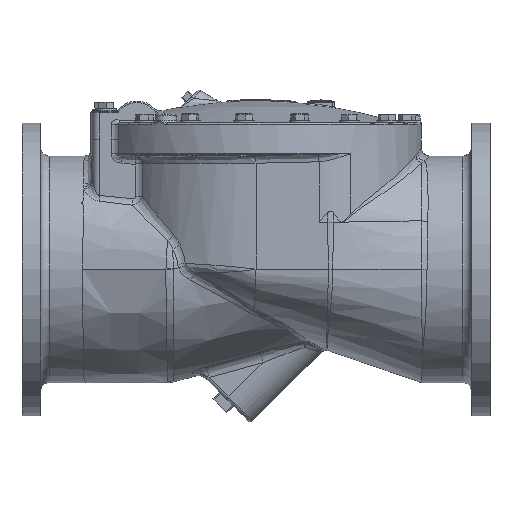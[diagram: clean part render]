
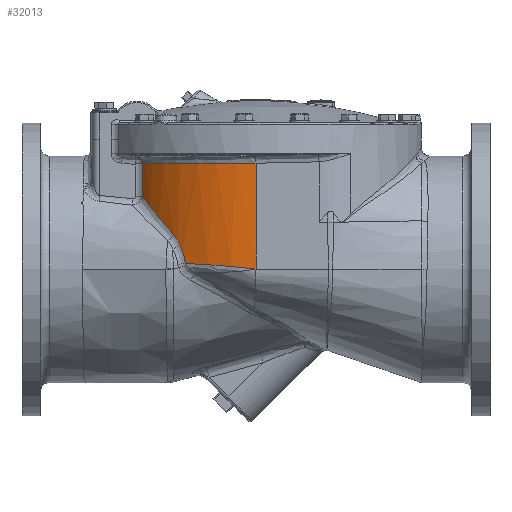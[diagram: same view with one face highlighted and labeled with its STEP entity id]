
A CAD part, top view. The second image highlights one B-rep face of the part: STEP entity #32013.
In plain terms, the highlighted cylindrical face has radius 315.925 mm (diameter 631.85 mm), a partial arc.
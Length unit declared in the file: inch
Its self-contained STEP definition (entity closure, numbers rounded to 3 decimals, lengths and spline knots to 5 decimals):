
#3588=CARTESIAN_POINT('',(-9.70374,8.99684,7.78082));
#8951=CARTESIAN_POINT('',(-9.70374,6.21727,7.78082));
#8982=CARTESIAN_POINT('',(0.,9.05162,12.438));
#8983=CARTESIAN_POINT('',(-0.12771,9.05094,
12.438));
#8984=CARTESIAN_POINT('',(-0.38347,9.05013,
12.43407));
#8985=CARTESIAN_POINT('',(-0.76811,9.04985,
12.41625));
#8986=CARTESIAN_POINT('',(-1.15244,9.04982,12.3865));
#8987=CARTESIAN_POINT('',(-1.53567,9.04958,12.34484));
#8988=CARTESIAN_POINT('',(-1.91744,9.04939,12.29133));
#8989=CARTESIAN_POINT('',(-2.29737,9.04922,12.22602));
#8990=CARTESIAN_POINT('',(-2.6751,9.04903,12.14896));
#8991=CARTESIAN_POINT('',(-3.05025,9.04884,12.06024));
#8992=CARTESIAN_POINT('',(-3.42248,9.04866,11.95993));
#8993=CARTESIAN_POINT('',(-3.79142,9.04848,11.84814));
#8994=CARTESIAN_POINT('',(-4.15672,9.04829,11.72498));
#8995=CARTESIAN_POINT('',(-4.51802,9.04811,11.59055));
#8996=CARTESIAN_POINT('',(-4.87499,9.04792,11.44499));
#8997=CARTESIAN_POINT('',(-5.22728,9.04774,11.28844));
#8998=CARTESIAN_POINT('',(-5.57454,9.04755,11.12106));
#8999=CARTESIAN_POINT('',(-5.91646,9.04737,10.94298));
#9000=CARTESIAN_POINT('',(-6.25269,9.04718,10.7544));
#9001=CARTESIAN_POINT('',(-6.58287,9.047,10.55553));
#9002=CARTESIAN_POINT('',(-6.90693,9.04681,10.34638));
#9003=CARTESIAN_POINT('',(-7.22398,9.04663,10.12756));
#9004=CARTESIAN_POINT('',(-7.53419,9.04645,9.89897));
#9005=CARTESIAN_POINT('',(-7.83871,9.04626,9.65964));
#9006=CARTESIAN_POINT('',(-8.13072,9.04608,9.41489));
#9007=CARTESIAN_POINT('',(-8.38893,9.04591,9.18501));
#9008=CARTESIAN_POINT('',(-8.609,9.04578,8.97861));
#9009=CARTESIAN_POINT('',(-8.79867,9.04561,8.7925));
#9010=CARTESIAN_POINT('',(-8.96399,9.04557,8.62365));
#9011=CARTESIAN_POINT('',(-9.10854,9.04542,8.47062));
#9012=CARTESIAN_POINT('',(-9.23561,9.04511,8.33176));
#9013=CARTESIAN_POINT('',(-9.34916,9.04617,8.20399));
#9014=CARTESIAN_POINT('',(-9.4455,9.04272,8.09276));
#9015=CARTESIAN_POINT('',(-9.53235,9.03332,7.99024));
#9016=CARTESIAN_POINT('',(-9.61719,9.01875,7.88794));
#9017=CARTESIAN_POINT('',(-9.67486,9.00486,7.81684));
#9018=CARTESIAN_POINT('',(-9.70374,8.99684,7.78082));
#9020=CARTESIAN_POINT('',(-6.04542,0.48623,
10.86999));
#9021=CARTESIAN_POINT('',(-5.93674,0.48111,
10.93044));
#9022=CARTESIAN_POINT('',(-5.71763,0.47052,
11.04803));
#9023=CARTESIAN_POINT('',(-5.38405,0.4535,
11.21437));
#9024=CARTESIAN_POINT('',(-5.04588,0.43527,
11.37054));
#9025=CARTESIAN_POINT('',(-4.70344,0.41571,
11.51641));
#9026=CARTESIAN_POINT('',(-4.35705,0.39474,
11.65187));
#9027=CARTESIAN_POINT('',(-4.007,0.37226,
11.77683));
#9028=CARTESIAN_POINT('',(-3.65367,0.34819,
11.89119));
#9029=CARTESIAN_POINT('',(-3.2974,0.32241,
11.99487));
#9030=CARTESIAN_POINT('',(-2.93855,0.29482,
12.08778));
#9031=CARTESIAN_POINT('',(-2.57742,0.26533,
12.1699));
#9032=CARTESIAN_POINT('',(-2.21443,0.23384,
12.24115));
#9033=CARTESIAN_POINT('',(-1.84989,0.20024,
12.30151));
#9034=CARTESIAN_POINT('',(-1.48368,0.16443,
12.35104));
#9035=CARTESIAN_POINT('',(-1.11562,0.12639,
12.38971));
#9036=CARTESIAN_POINT('',(-0.74575,0.08621,
12.41748));
#9037=CARTESIAN_POINT('',(-0.37393,0.04403,
12.43424));
#9038=CARTESIAN_POINT('',(-0.12481,0.01481,
12.438));
#9039=CARTESIAN_POINT('',(0.,0.,12.438));
#9041=CARTESIAN_POINT('',(-6.04542,0.48623,
10.86999));
#9042=CARTESIAN_POINT('',(-6.05064,0.53737,
10.86709));
#9043=CARTESIAN_POINT('',(-6.0629,0.63999,
10.86026));
#9044=CARTESIAN_POINT('',(-6.08682,0.79496,
10.84688));
#9045=CARTESIAN_POINT('',(-6.11643,0.95098,
10.83022));
#9046=CARTESIAN_POINT('',(-6.15186,1.10809,10.81014));
#9047=CARTESIAN_POINT('',(-6.19323,1.2663,10.7865));
#9048=CARTESIAN_POINT('',(-6.24069,1.42557,10.75913));
#9049=CARTESIAN_POINT('',(-6.29434,1.58582,10.72784));
#9050=CARTESIAN_POINT('',(-6.35433,1.74706,10.69243));
#9051=CARTESIAN_POINT('',(-6.42083,1.90923,10.65265));
#9052=CARTESIAN_POINT('',(-6.46956,2.01794,10.62307));
#9053=CARTESIAN_POINT('',(-6.49503,2.07242,10.60747));
#9055=CARTESIAN_POINT('',(-6.49503,2.07242,10.60747));
#9056=CARTESIAN_POINT('',(-6.51479,2.11469,10.59537));
#9057=CARTESIAN_POINT('',(-6.55531,2.19778,10.57041));
#9058=CARTESIAN_POINT('',(-6.61899,2.31823,10.53066));
#9059=CARTESIAN_POINT('',(-6.68526,2.4342,10.48872));
#9060=CARTESIAN_POINT('',(-6.75389,2.54557,10.44467));
#9061=CARTESIAN_POINT('',(-6.82463,2.6522,10.39859));
#9062=CARTESIAN_POINT('',(-6.89722,2.75397,10.35059));
#9063=CARTESIAN_POINT('',(-6.97142,2.85079,10.30077));
#9064=CARTESIAN_POINT('',(-7.02173,2.91193,10.26645));
#9065=CARTESIAN_POINT('',(-7.0471,2.94169,10.24901));
#9067=CARTESIAN_POINT('',(-7.0471,2.94169,10.24901));
#9068=CARTESIAN_POINT('',(-7.15291,3.06578,10.17626));
#9069=CARTESIAN_POINT('',(-7.36568,3.3148,10.02516));
#9070=CARTESIAN_POINT('',(-7.6884,3.69397,9.77999));
#9071=CARTESIAN_POINT('',(-8.00738,4.07285,9.52063));
#9072=CARTESIAN_POINT('',(-8.31888,4.44856,9.2497));
#9073=CARTESIAN_POINT('',(-8.62062,4.81916,8.96912));
#9074=CARTESIAN_POINT('',(-8.91148,5.18351,8.68015));
#9075=CARTESIAN_POINT('',(-9.19005,5.53966,8.38458));
#9076=CARTESIAN_POINT('',(-9.45535,5.88579,8.0841));
#9077=CARTESIAN_POINT('',(-9.62246,6.10814,7.8822));
#9078=CARTESIAN_POINT('',(-9.70374,6.21727,7.78082));
#9080=DIRECTION('',(0.,-1.,0.));
#9081=VECTOR('',#9080,2.77956);
#9082=CARTESIAN_POINT('',(-9.70374,8.99684,7.78082));
#9083=LINE('',#9082,#9081);
#9091=DIRECTION('',(0.,1.,0.));
#9092=VECTOR('',#9091,9.05162);
#9093=CARTESIAN_POINT('',(0.,0.,12.438));
#9094=LINE('',#9093,#9092);
#16345=CARTESIAN_POINT('',(0.,0.,12.438));
#19693=VERTEX_POINT('',#16345);
#19694=VERTEX_POINT('',#9020);
#19695=CARTESIAN_POINT('',(-7.0471,2.94169,
10.24901));
#19696=VERTEX_POINT('',#19695);
#19703=VERTEX_POINT('',#9055);
#19709=VERTEX_POINT('',#8951);
#19742=VERTEX_POINT('',#3588);
#19743=VERTEX_POINT('',#8982);
#31995=CARTESIAN_POINT('',(0.,0.,0.));
#31996=DIRECTION('',(0.,1.,0.));
#31997=DIRECTION('',(1.,0.,0.));
#31998=AXIS2_PLACEMENT_3D('',#31995,#31996,#31997);
#31999=CYLINDRICAL_SURFACE('',#31998,12.438);
#32000=ORIENTED_EDGE('',*,*,#25425,.F.);
#32002=ORIENTED_EDGE('',*,*,#32001,.F.);
#32004=ORIENTED_EDGE('',*,*,#32003,.F.);
#32006=ORIENTED_EDGE('',*,*,#32005,.T.);
#32008=ORIENTED_EDGE('',*,*,#32007,.T.);
#32009=ORIENTED_EDGE('',*,*,#31987,.T.);
#32010=ORIENTED_EDGE('',*,*,#25130,.F.);
#32011=EDGE_LOOP('',(#32000,#32002,#32004,#32006,#32008,#32009,#32010));
#32012=FACE_OUTER_BOUND('',#32011,.F.);
#9019=B_SPLINE_CURVE_WITH_KNOTS('',3,(#8982,#8983,#8984,#8985,#8986,#8987,#8988,
#8989,#8990,#8991,#8992,#8993,#8994,#8995,#8996,#8997,#8998,#8999,#9000,#9001,
#9002,#9003,#9004,#9005,#9006,#9007,#9008,#9009,#9010,#9011,#9012,#9013,#9014,
#9015,#9016,#9017,#9018),.UNSPECIFIED.,.F.,.F.,(4,1,1,1,1,1,1,1,1,1,1,1,1,1,1,1,
1,1,1,1,1,1,1,1,1,1,1,1,1,1,1,1,1,1,4),(0.,0.02941,
0.05882,0.08824,0.11765,0.14706,
0.17647,0.20588,0.23529,0.26471,
0.29412,0.32353,0.35294,0.38235,
0.41176,0.44118,0.47059,0.5,0.52941,
0.55882,0.58824,0.61765,0.64706,
0.67647,0.70588,0.73529,0.76471,
0.79412,0.82353,0.85294,0.88235,
0.91176,0.94118,0.97059,1.),.UNSPECIFIED.);
#9040=B_SPLINE_CURVE_WITH_KNOTS('',3,(#9020,#9021,#9022,#9023,#9024,#9025,#9026,
#9027,#9028,#9029,#9030,#9031,#9032,#9033,#9034,#9035,#9036,#9037,#9038,#9039),
.UNSPECIFIED.,.F.,.F.,(4,1,1,1,1,1,1,1,1,1,1,1,1,1,1,1,1,4),(0.,
0.05882,0.11765,0.17647,0.23529,
0.29412,0.35294,0.41176,0.47059,
0.52941,0.58824,0.64706,0.70588,
0.76471,0.82353,0.88235,0.94118,1.),
.UNSPECIFIED.);
#9054=B_SPLINE_CURVE_WITH_KNOTS('',3,(#9041,#9042,#9043,#9044,#9045,#9046,#9047,
#9048,#9049,#9050,#9051,#9052,#9053),.UNSPECIFIED.,.F.,.F.,(4,1,1,1,1,1,1,1,1,1,
4),(0.,0.1,0.2,0.3,0.4,0.5,0.6,0.7,0.8,0.9,1.),
.UNSPECIFIED.);
#9066=B_SPLINE_CURVE_WITH_KNOTS('',3,(#9055,#9056,#9057,#9058,#9059,#9060,#9061,
#9062,#9063,#9064,#9065),.UNSPECIFIED.,.F.,.F.,(4,1,1,1,1,1,1,1,4),(0.,
0.125,0.25,0.375,0.5,0.625,0.75,0.875,1.),.UNSPECIFIED.);
#9079=B_SPLINE_CURVE_WITH_KNOTS('',3,(#9067,#9068,#9069,#9070,#9071,#9072,#9073,
#9074,#9075,#9076,#9077,#9078),.UNSPECIFIED.,.F.,.F.,(4,1,1,1,1,1,1,1,1,4),
(0.,0.11111,0.22222,0.33333,0.44444,
0.55556,0.66667,0.77778,0.88889,1.),
.UNSPECIFIED.);
#25130=EDGE_CURVE('',#19742,#19709,#9083,.T.);
#25425=EDGE_CURVE('',#19743,#19742,#9019,.T.);
#31987=EDGE_CURVE('',#19696,#19709,#9079,.T.);
#32001=EDGE_CURVE('',#19693,#19743,#9094,.T.);
#32003=EDGE_CURVE('',#19694,#19693,#9040,.T.);
#32005=EDGE_CURVE('',#19694,#19703,#9054,.T.);
#32007=EDGE_CURVE('',#19703,#19696,#9066,.T.);
#32013=ADVANCED_FACE('',(#32012),#31999,.T.);
